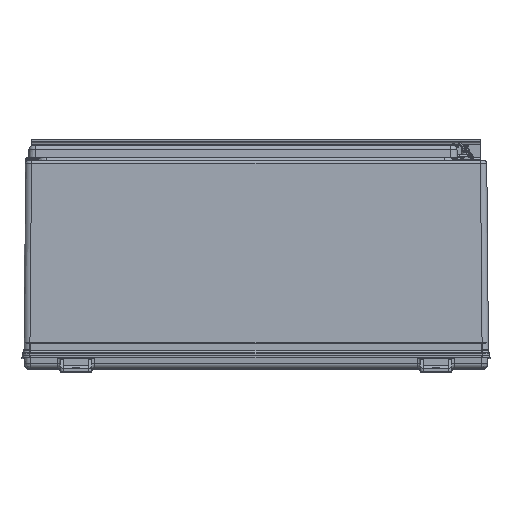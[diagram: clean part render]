
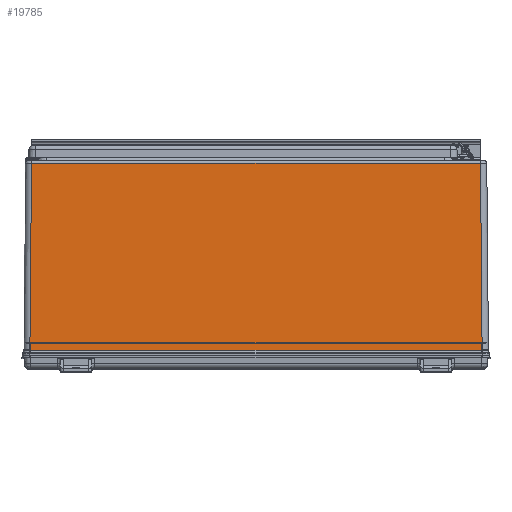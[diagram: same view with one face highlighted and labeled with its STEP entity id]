
A CAD part, top view. The second image highlights one B-rep face of the part: STEP entity #19785.
In plain terms, the highlighted face is planar.
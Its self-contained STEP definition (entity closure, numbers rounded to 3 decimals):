
#3358=FACE_OUTER_BOUND('',#4688,.T.);
#4688=EDGE_LOOP('',(#14961,#14962,#14963,#14964,#14965,#14966,#14967,#14968));
#6264=LINE('',#44400,#7680);
#6285=LINE('',#45025,#7701);
#6286=LINE('',#45027,#7702);
#6315=LINE('',#45640,#7731);
#6316=LINE('',#45641,#7732);
#6381=LINE('',#47003,#7797);
#6383=LINE('',#47073,#7799);
#6384=LINE('',#47074,#7800);
#7680=VECTOR('',#24620,35.813);
#7701=VECTOR('',#24671,0.011);
#7702=VECTOR('',#24672,0.);
#7731=VECTOR('',#24721,0.);
#7732=VECTOR('',#24722,0.011);
#7797=VECTOR('',#25021,35.555);
#7799=VECTOR('',#25031,14.778);
#7800=VECTOR('',#25032,14.778);
#9177=VERTEX_POINT('',#44376);
#9181=VERTEX_POINT('',#44398);
#9207=VERTEX_POINT('',#45024);
#9208=VERTEX_POINT('',#45026);
#9237=VERTEX_POINT('',#45631);
#9238=VERTEX_POINT('',#45639);
#9312=VERTEX_POINT('',#46931);
#9314=VERTEX_POINT('',#47001);
#11219=EDGE_CURVE('',#9181,#9177,#6264,.T.);
#11258=EDGE_CURVE('',#9177,#9207,#6285,.T.);
#11259=EDGE_CURVE('',#9208,#9207,#6286,.T.);
#11307=EDGE_CURVE('',#9238,#9237,#6315,.T.);
#11308=EDGE_CURVE('',#9181,#9238,#6316,.T.);
#11448=EDGE_CURVE('',#9312,#9314,#6381,.T.);
#11452=EDGE_CURVE('',#9314,#9237,#6383,.T.);
#11453=EDGE_CURVE('',#9208,#9312,#6384,.T.);
#14961=ORIENTED_EDGE('',*,*,#11219,.F.);
#14962=ORIENTED_EDGE('',*,*,#11308,.T.);
#14963=ORIENTED_EDGE('',*,*,#11307,.T.);
#14964=ORIENTED_EDGE('',*,*,#11452,.F.);
#14965=ORIENTED_EDGE('',*,*,#11448,.F.);
#14966=ORIENTED_EDGE('',*,*,#11453,.F.);
#14967=ORIENTED_EDGE('',*,*,#11259,.T.);
#14968=ORIENTED_EDGE('',*,*,#11258,.F.);
#19083=PLANE('',#21673);
#19785=ADVANCED_FACE('',(#3358),#19083,.T.);
#21673=AXIS2_PLACEMENT_3D('',#47072,#25029,#25030);
#24620=DIRECTION('',(-1.,0.,0.));
#24671=DIRECTION('',(0.,0.009,1.));
#24672=DIRECTION('',(1.,0.,0.));
#24721=DIRECTION('',(1.,0.,0.));
#24722=DIRECTION('',(0.,0.009,1.));
#25021=DIRECTION('',(1.,0.,0.));
#25029=DIRECTION('center_axis',(0.,-1.,0.009));
#25030=DIRECTION('ref_axis',(0.,-0.009,-1.));
#25031=DIRECTION('',(0.009,-0.009,-1.));
#25032=DIRECTION('',(0.009,0.009,1.));
#44376=CARTESIAN_POINT('',(-17.906,-24.469,-0.011));
#44398=CARTESIAN_POINT('',(17.906,-24.469,-0.011));
#44400=CARTESIAN_POINT('',(17.906,-24.469,-0.011));
#45024=CARTESIAN_POINT('',(-17.906,-24.469,0.));
#45025=CARTESIAN_POINT('',(-17.906,-24.469,-0.011));
#45026=CARTESIAN_POINT('',(-17.906,-24.469,0.));
#45027=CARTESIAN_POINT('',(-17.906,-24.469,0.));
#45631=CARTESIAN_POINT('',(17.906,-24.469,0.));
#45639=CARTESIAN_POINT('',(17.906,-24.469,0.));
#45640=CARTESIAN_POINT('',(17.906,-24.469,0.));
#45641=CARTESIAN_POINT('',(17.906,-24.469,-0.011));
#46931=CARTESIAN_POINT('',(-17.777,-24.34,14.777));
#47001=CARTESIAN_POINT('',(17.777,-24.34,14.777));
#47003=CARTESIAN_POINT('',(-17.777,-24.34,14.777));
#47072=CARTESIAN_POINT('Origin',(-18.406,-24.469,0.));
#47073=CARTESIAN_POINT('',(17.777,-24.34,14.777));
#47074=CARTESIAN_POINT('',(-17.906,-24.469,0.));
